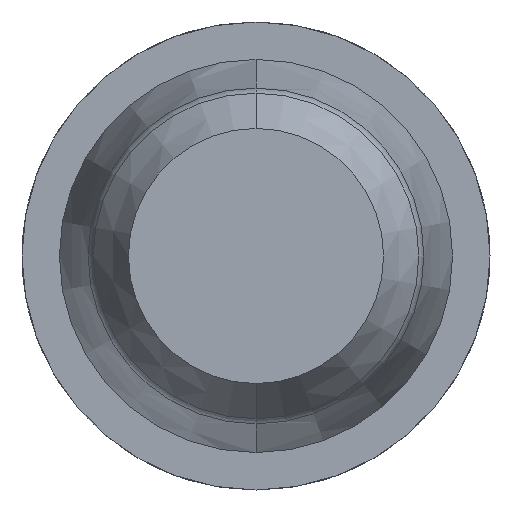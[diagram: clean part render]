
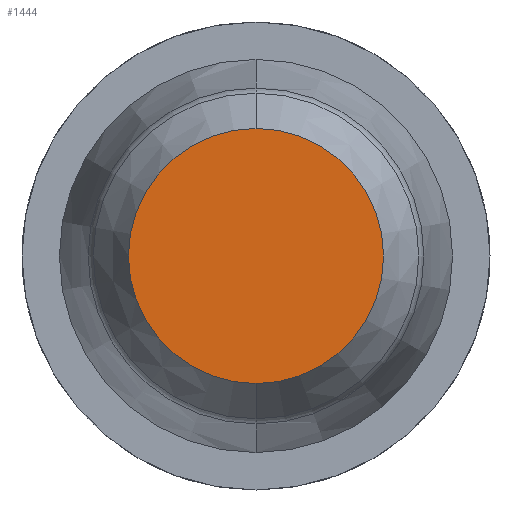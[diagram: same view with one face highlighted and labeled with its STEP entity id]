
A CAD part, front view. The second image highlights one B-rep face of the part: STEP entity #1444.
In plain terms, the highlighted planar face has unit normal (0, -1, 0).
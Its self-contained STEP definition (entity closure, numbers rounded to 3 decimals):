
#53 = AXIS2_PLACEMENT_3D ( 'NONE', #1062, #2607, #67 ) ;
#67 = DIRECTION ( 'NONE',  ( 0., 0., 1. ) ) ;
#467 = CARTESIAN_POINT ( 'NONE',  ( 0., -30.5, 0.627 ) ) ;
#698 = EDGE_CURVE ( 'Defeature ausgef�hrt3_1+Defeature ausgef�hrt3_0+Defeature ausgef�hrt3_0+Defeature ausgef�hrt3_0', #835, #1847, #1817, .T. ) ;
#835 = VERTEX_POINT ( 'NONE', #1634 ) ;
#1062 = CARTESIAN_POINT ( 'NONE',  ( 0., -30.5, 0. ) ) ;
#1216 = AXIS2_PLACEMENT_3D ( 'NONE', #3187, #1296, #1591 ) ;
#1296 = DIRECTION ( 'NONE',  ( 0., 1., 0. ) ) ;
#1444 = ADVANCED_FACE ( 'Defeature ausgef�hrt3_0', ( #3319 ), #3170, .F. ) ;
#1591 = DIRECTION ( 'NONE',  ( 0., 0., 1. ) ) ;
#1634 = CARTESIAN_POINT ( 'NONE',  ( 0., -30.5, -0.627 ) ) ;
#1747 = EDGE_LOOP ( 'NONE', ( #2307, #3038 ) ) ;
#1817 = CIRCLE ( 'NONE', #3661, 0.627 ) ;
#1836 = DIRECTION ( 'NONE',  ( 0., 0., 1. ) ) ;
#1847 = VERTEX_POINT ( 'NONE', #467 ) ;
#2307 = ORIENTED_EDGE ( 'NONE', *, *, #2897, .F. ) ;
#2607 = DIRECTION ( 'NONE',  ( 0., 1., 0. ) ) ;
#2897 = EDGE_CURVE ( 'Defeature ausgef�hrt3_1+Defeature ausgef�hrt3_0+Defeature ausgef�hrt3_0+Defeature ausgef�hrt3_0', #1847, #835, #3164, .T. ) ;
#3038 = ORIENTED_EDGE ( 'NONE', *, *, #698, .F. ) ;
#3164 = CIRCLE ( 'NONE', #53, 0.627 ) ;
#3170 = PLANE ( 'NONE',  #1216 ) ;
#3187 = CARTESIAN_POINT ( 'NONE',  ( 0., -30.5, 0. ) ) ;
#3319 = FACE_OUTER_BOUND ( 'NONE', #1747, .T. ) ;
#3439 = DIRECTION ( 'NONE',  ( 0., 1., 0. ) ) ;
#3661 = AXIS2_PLACEMENT_3D ( 'NONE', #3710, #3439, #1836 ) ;
#3710 = CARTESIAN_POINT ( 'NONE',  ( 0., -30.5, 0. ) ) ;
